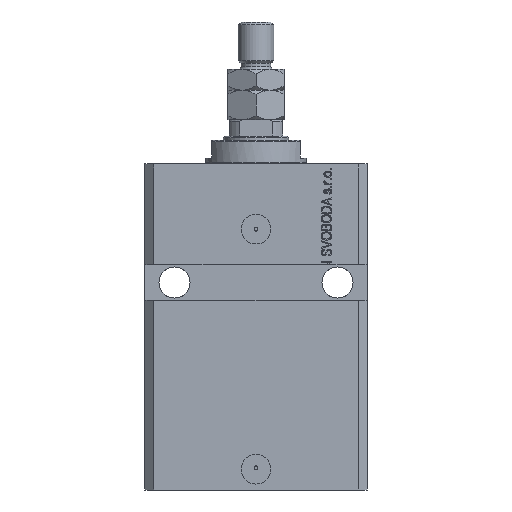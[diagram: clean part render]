
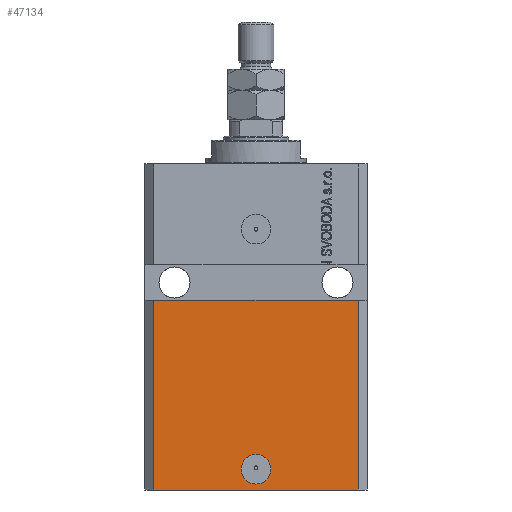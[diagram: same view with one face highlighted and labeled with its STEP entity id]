
A CAD part, front view. The second image highlights one B-rep face of the part: STEP entity #47134.
In plain terms, the highlighted planar face has unit normal (0, -1, 0).
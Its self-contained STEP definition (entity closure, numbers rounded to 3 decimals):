
#1054 = PLANE ( 'NONE',  #14808 ) ;
#1498 = CARTESIAN_POINT ( 'NONE',  ( 5., -27.5, -103. ) ) ;
#1719 = EDGE_CURVE ( 'NONE', #33546, #32219, #44082, .T. ) ;
#2471 = VERTEX_POINT ( 'NONE', #4361 ) ;
#3496 = ORIENTED_EDGE ( 'NONE', *, *, #47786, .F. ) ;
#4315 = CARTESIAN_POINT ( 'NONE',  ( -37.5, -27.5, -46. ) ) ;
#4361 = CARTESIAN_POINT ( 'NONE',  ( -34.5, -27.5, -46. ) ) ;
#4916 = DIRECTION ( 'NONE',  ( 0., 0., 1. ) ) ;
#5140 = DIRECTION ( 'NONE',  ( 0., 0., 1. ) ) ;
#7377 = EDGE_CURVE ( 'NONE', #20656, #17332, #16522, .T. ) ;
#8075 = VECTOR ( 'NONE', #5140, 1000. ) ;
#8229 = CARTESIAN_POINT ( 'NONE',  ( -34.5, -27.5, -110. ) ) ;
#9466 = EDGE_LOOP ( 'NONE', ( #3496, #41839, #44871, #38926 ) ) ;
#10092 = VERTEX_POINT ( 'NONE', #46139 ) ;
#11136 = DIRECTION ( 'NONE',  ( 1., 0., 0. ) ) ;
#12485 = LINE ( 'NONE', #19140, #8075 ) ;
#14808 = AXIS2_PLACEMENT_3D ( 'NONE', #26801, #39650, #35996 ) ;
#15814 = ORIENTED_EDGE ( 'NONE', *, *, #40588, .F. ) ;
#16471 = EDGE_CURVE ( 'NONE', #17332, #10092, #45804, .T. ) ;
#16522 = LINE ( 'NONE', #31453, #26294 ) ;
#17100 = VECTOR ( 'NONE', #4916, 1000. ) ;
#17332 = VERTEX_POINT ( 'NONE', #33505 ) ;
#17939 = CIRCLE ( 'NONE', #46083, 5. ) ;
#18242 = DIRECTION ( 'NONE',  ( 0., -1., 0. ) ) ;
#19140 = CARTESIAN_POINT ( 'NONE',  ( -34.5, -27.5, -110. ) ) ;
#19264 = DIRECTION ( 'NONE',  ( 1., 0., 0. ) ) ;
#20656 = VERTEX_POINT ( 'NONE', #8229 ) ;
#21936 = CARTESIAN_POINT ( 'NONE',  ( 0., -27.5, -103. ) ) ;
#21975 = EDGE_CURVE ( 'NONE', #20656, #2471, #12485, .T. ) ;
#24486 = FACE_BOUND ( 'NONE', #24510, .T. ) ;
#24510 = EDGE_LOOP ( 'NONE', ( #27656, #15814 ) ) ;
#24563 = CARTESIAN_POINT ( 'NONE',  ( -5., -27.5, -103. ) ) ;
#24731 = FACE_OUTER_BOUND ( 'NONE', #9466, .T. ) ;
#26115 = AXIS2_PLACEMENT_3D ( 'NONE', #35615, #43419, #27803 ) ;
#26294 = VECTOR ( 'NONE', #27335, 1000. ) ;
#26638 = LINE ( 'NONE', #4315, #47649 ) ;
#26801 = CARTESIAN_POINT ( 'NONE',  ( -34.5, -27.5, -110. ) ) ;
#27335 = DIRECTION ( 'NONE',  ( 1., 0., 0. ) ) ;
#27656 = ORIENTED_EDGE ( 'NONE', *, *, #1719, .F. ) ;
#27803 = DIRECTION ( 'NONE',  ( 1., 0., 0. ) ) ;
#31453 = CARTESIAN_POINT ( 'NONE',  ( -34.5, -27.5, -110. ) ) ;
#32219 = VERTEX_POINT ( 'NONE', #24563 ) ;
#33505 = CARTESIAN_POINT ( 'NONE',  ( 34.5, -27.5, -110. ) ) ;
#33546 = VERTEX_POINT ( 'NONE', #1498 ) ;
#35615 = CARTESIAN_POINT ( 'NONE',  ( 0., -27.5, -103. ) ) ;
#35996 = DIRECTION ( 'NONE',  ( 0., 0., -1. ) ) ;
#38926 = ORIENTED_EDGE ( 'NONE', *, *, #16471, .T. ) ;
#39650 = DIRECTION ( 'NONE',  ( 0., -1., 0. ) ) ;
#40588 = EDGE_CURVE ( 'NONE', #32219, #33546, #17939, .T. ) ;
#41839 = ORIENTED_EDGE ( 'NONE', *, *, #21975, .F. ) ;
#43419 = DIRECTION ( 'NONE',  ( 0., -1., 0. ) ) ;
#44082 = CIRCLE ( 'NONE', #26115, 5. ) ;
#44871 = ORIENTED_EDGE ( 'NONE', *, *, #7377, .T. ) ;
#45804 = LINE ( 'NONE', #46042, #17100 ) ;
#46042 = CARTESIAN_POINT ( 'NONE',  ( 34.5, -27.5, -110. ) ) ;
#46083 = AXIS2_PLACEMENT_3D ( 'NONE', #21936, #18242, #11136 ) ;
#46139 = CARTESIAN_POINT ( 'NONE',  ( 34.5, -27.5, -46. ) ) ;
#47134 = ADVANCED_FACE ( 'NONE', ( #24486, #24731 ), #1054, .T. ) ;
#47649 = VECTOR ( 'NONE', #19264, 1000. ) ;
#47786 = EDGE_CURVE ( 'NONE', #2471, #10092, #26638, .T. ) ;
